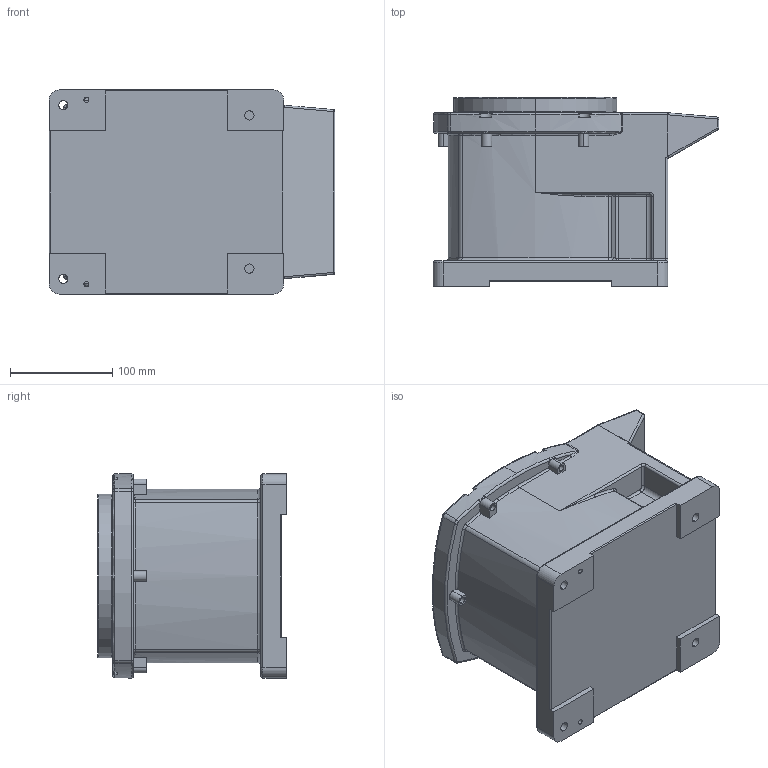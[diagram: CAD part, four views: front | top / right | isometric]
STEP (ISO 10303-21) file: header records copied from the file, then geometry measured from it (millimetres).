
FILE_DESCRIPTION (( 'STEP AP203' ), '1' );
FILE_NAME ('A01_Default_sldprt.STEP', '2024-10-03T12:10:07', ( '' ), ( '' ), 'SwSTEP 2.0', 'SolidWorks 2023', '' );
FILE_SCHEMA (( 'CONFIG_CONTROL_DESIGN' ));
Length unit declared in the file: millimetre
Products named in the file (1): A01_Default_sldprt
Bounding box: 280 x 185 x 200 mm (x, y, z)
Volume: 6390888.6 mm3; surface area: 274644 mm2
Topology: 1 solids, 1 shells, 326 faces, 790 edges, 466 vertices
Faces by surface type: cylinder 135, torus 94, plane 65, bspline 22, sphere 8, cone 2
Entity records: 10868 total; most frequent: CARTESIAN_POINT 3015, DIRECTION 1805, ORIENTED_EDGE 1560, EDGE_CURVE 780, AXIS2_PLACEMENT_3D 768, VERTEX_POINT 466, CIRCLE 463, EDGE_LOOP 358
